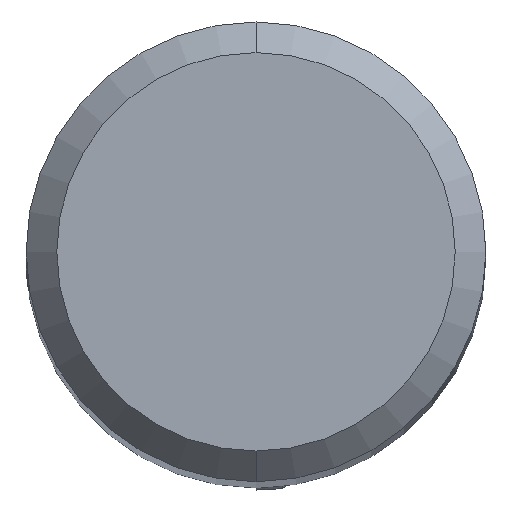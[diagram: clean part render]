
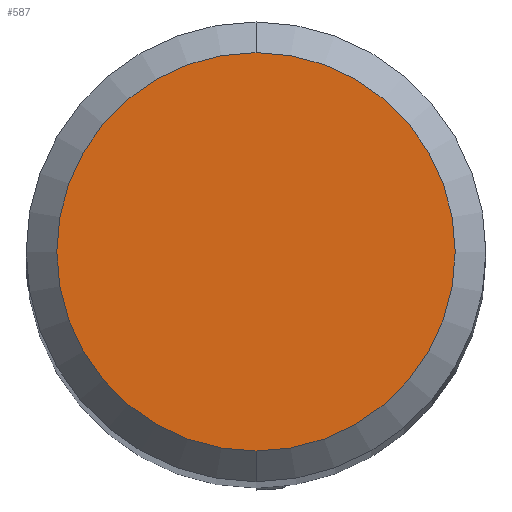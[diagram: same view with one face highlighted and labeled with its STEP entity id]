
A CAD part, top view. The second image highlights one B-rep face of the part: STEP entity #587.
In plain terms, the highlighted planar face has unit normal (0, 0, 1).
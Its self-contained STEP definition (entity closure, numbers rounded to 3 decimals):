
#331=VERTEX_POINT('',#864);
#431=EDGE_CURVE('',#569,#331,#977,.T.);
#531=EDGE_CURVE('',#331,#569,#1082,.T.);
#569=VERTEX_POINT('',#1124);
#587=ADVANCED_FACE('',(#1144),#1145,.T.);
#864=CARTESIAN_POINT('',(0.,-2.6,0.0));
#977=CIRCLE('',#1654,2.6);
#1082=CIRCLE('',#1882,2.6);
#1124=CARTESIAN_POINT('',(0.0,2.6,0.0));
#1144=FACE_OUTER_BOUND('',#1986,.T.);
#1145=PLANE('',#1987);
#1654=AXIS2_PLACEMENT_3D('',#2532,#2533,#2534);
#1882=AXIS2_PLACEMENT_3D('',#2624,#2625,#2626);
#1986=EDGE_LOOP('',(#2696,#2697));
#1987=AXIS2_PLACEMENT_3D('',#2698,#2699,#2700);
#2532=CARTESIAN_POINT('',(0.0,0.0,0.0));
#2533=DIRECTION('',(0.0,0.0,-1.0));
#2534=DIRECTION('',(0.0,1.0,0.0));
#2624=CARTESIAN_POINT('',(0.0,0.0,0.0));
#2625=DIRECTION('',(0.0,0.0,-1.0));
#2626=DIRECTION('',(0.0,1.0,0.0));
#2696=ORIENTED_EDGE('',*,*,#431,.F.);
#2697=ORIENTED_EDGE('',*,*,#531,.F.);
#2698=CARTESIAN_POINT('',(0.0,1.3,0.0));
#2699=DIRECTION('',(-0.0,0.0,1.0));
#2700=DIRECTION('',(0.0,-1.0,0.0));
